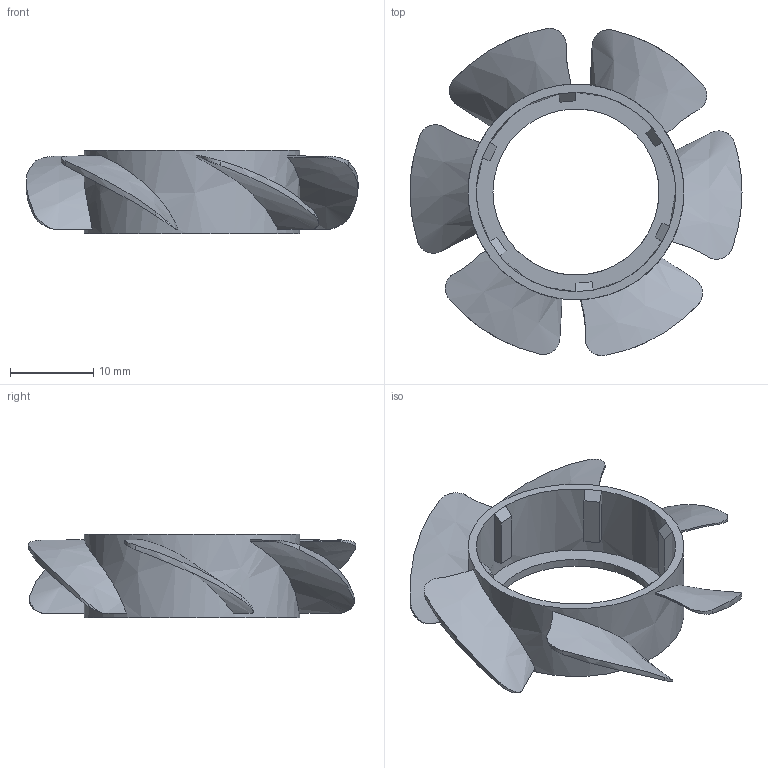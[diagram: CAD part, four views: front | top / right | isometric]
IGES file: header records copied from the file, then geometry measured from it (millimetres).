
Global section: file name: NDC7S Tool Holder Fan_v20; native system: unknown; preprocessor: unknown; author: unknown; organization: unknown; date: 20200923.185831; units: millimetre
Bounding box: 40 x 39.44 x 10 mm (x, y, z)
Volume: 1441.8 mm3; surface area: 3493 mm2
Topology: 1 solids, 1 shells, 73 faces, 208 edges, 143 vertices
Faces by surface type: bspline 73
